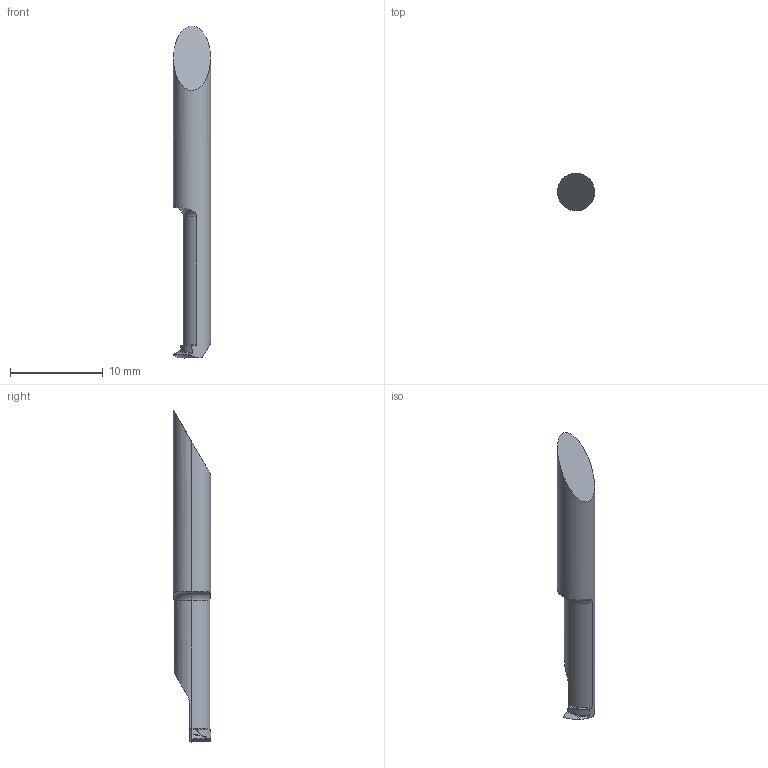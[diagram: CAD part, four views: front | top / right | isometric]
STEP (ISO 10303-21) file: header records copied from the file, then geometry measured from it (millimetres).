
FILE_DESCRIPTION(/* description */ (''),/* implementation_level */ '2;1');
FILE_NAME(/* name */ '1603280126075.stp',/* time_stamp */ '2020-10-21T17:05:33+06:00',/* author */ (''),/* organization */ ('SMS'),/* preprocessor_version */ 'ST-DEVELOPER v16.7',/* originating_system */ 'SIEMENS PLM Software NX 12.0',/* authorisation */ '');
FILE_SCHEMA (('AUTOMOTIVE_DESIGN { 1 0 10303 214 3 1 1 1 }'));
Length unit declared in the file: millimetre
Products named in the file (1): 203196093mod000_00
Bounding box: 4 x 4 x 35.71 mm (x, y, z)
Volume: 319.7 mm3; surface area: 398.8 mm2
Topology: 2 solids, 2 shells, 35 faces, 91 edges, 64 vertices
Faces by surface type: plane 13, bspline 8, torus 7, cylinder 6, cone 1
Entity records: 1413 total; most frequent: CARTESIAN_POINT 592, ORIENTED_EDGE 180, DIRECTION 129, EDGE_CURVE 90, VERTEX_POINT 59, AXIS2_PLACEMENT_3D 53, B_SPLINE_CURVE_WITH_KNOTS 38, ADVANCED_FACE 35
